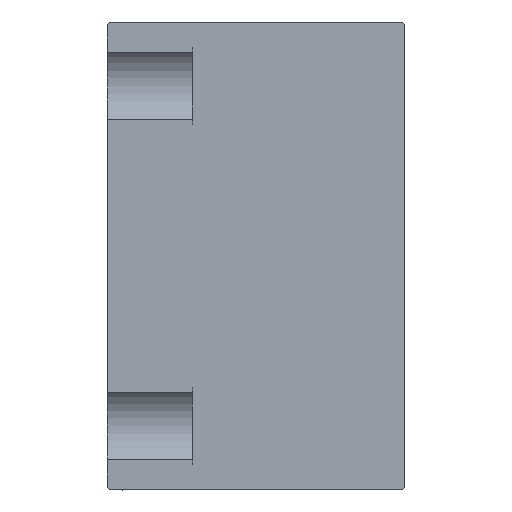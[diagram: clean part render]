
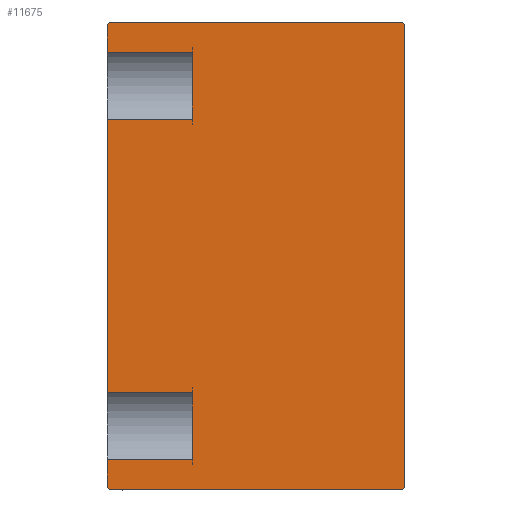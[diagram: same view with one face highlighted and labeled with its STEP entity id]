
A CAD part, left-side view. The second image highlights one B-rep face of the part: STEP entity #11675.
In plain terms, the highlighted face is planar.
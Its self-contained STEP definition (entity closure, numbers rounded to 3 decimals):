
#52 = VECTOR ( 'NONE', #9383, 1000. ) ;
#355 = EDGE_CURVE ( 'NONE', #23892, #42896, #45632, .T. ) ;
#754 = ORIENTED_EDGE ( 'NONE', *, *, #12657, .T. ) ;
#1381 = DIRECTION ( 'NONE',  ( 0., -0.707, -0.707 ) ) ;
#2035 = LINE ( 'NONE', #16143, #38801 ) ;
#2614 = DIRECTION ( 'NONE',  ( 0., 0., -1. ) ) ;
#2643 = EDGE_CURVE ( 'NONE', #37167, #44944, #8868, .T. ) ;
#2813 = VERTEX_POINT ( 'NONE', #28973 ) ;
#2897 = ORIENTED_EDGE ( 'NONE', *, *, #30208, .T. ) ;
#3014 = VECTOR ( 'NONE', #30184, 1000. ) ;
#3943 = DIRECTION ( 'NONE',  ( 0., 1., 0. ) ) ;
#4035 = EDGE_CURVE ( 'NONE', #32246, #20316, #26514, .T. ) ;
#4375 = DIRECTION ( 'NONE',  ( 0., 0., -1. ) ) ;
#4393 = DIRECTION ( 'NONE',  ( 0., -1., 0. ) ) ;
#4567 = EDGE_CURVE ( 'NONE', #37167, #44455, #35675, .T. ) ;
#5906 = DIRECTION ( 'NONE',  ( 0., -0.707, 0.707 ) ) ;
#6087 = CARTESIAN_POINT ( 'NONE',  ( 56., -17.5, 16.087 ) ) ;
#6627 = VERTEX_POINT ( 'NONE', #6087 ) ;
#6653 = CARTESIAN_POINT ( 'NONE',  ( 56., -17.2, -27.5 ) ) ;
#7166 = CARTESIAN_POINT ( 'NONE',  ( 56., 0., 0. ) ) ;
#7234 = CARTESIAN_POINT ( 'NONE',  ( 56., -17.2, 27.5 ) ) ;
#7401 = CARTESIAN_POINT ( 'NONE',  ( 56., 22.35, -22.35 ) ) ;
#7630 = VECTOR ( 'NONE', #43306, 1000. ) ;
#7664 = CARTESIAN_POINT ( 'NONE',  ( 56., -17.5, -23.913 ) ) ;
#7862 = DIRECTION ( 'NONE',  ( 0., 0.707, 0.707 ) ) ;
#8077 = PLANE ( 'NONE',  #9604 ) ;
#8261 = VECTOR ( 'NONE', #3943, 1000. ) ;
#8339 = DIRECTION ( 'NONE',  ( 0., 0., -1. ) ) ;
#8868 = LINE ( 'NONE', #12577, #3014 ) ;
#9383 = DIRECTION ( 'NONE',  ( 0., 0., -1. ) ) ;
#9603 = LINE ( 'NONE', #10276, #52 ) ;
#9604 = AXIS2_PLACEMENT_3D ( 'NONE', #7166, #28240, #4375 ) ;
#9762 = ORIENTED_EDGE ( 'NONE', *, *, #43813, .T. ) ;
#9832 = DIRECTION ( 'NONE',  ( 0., 0., -1. ) ) ;
#10276 = CARTESIAN_POINT ( 'NONE',  ( 56., -17.5, 27.5 ) ) ;
#10433 = LINE ( 'NONE', #24561, #24092 ) ;
#10579 = VECTOR ( 'NONE', #2614, 1000. ) ;
#10641 = VERTEX_POINT ( 'NONE', #42785 ) ;
#10762 = CARTESIAN_POINT ( 'NONE',  ( 56., -7.5, 16.087 ) ) ;
#11257 = CARTESIAN_POINT ( 'NONE',  ( 56., 17.5, -27.2 ) ) ;
#11675 = ADVANCED_FACE ( 'NONE', ( #35863 ), #8077, .T. ) ;
#11787 = ORIENTED_EDGE ( 'NONE', *, *, #25745, .T. ) ;
#12577 = CARTESIAN_POINT ( 'NONE',  ( 56., -7.5, -23.913 ) ) ;
#12610 = ORIENTED_EDGE ( 'NONE', *, *, #4567, .T. ) ;
#12657 = EDGE_CURVE ( 'NONE', #17659, #32246, #19435, .T. ) ;
#12804 = LINE ( 'NONE', #37570, #10579 ) ;
#13247 = DIRECTION ( 'NONE',  ( 0., -1., 0. ) ) ;
#13389 = CARTESIAN_POINT ( 'NONE',  ( 56., 17.5, -27.5 ) ) ;
#13521 = VECTOR ( 'NONE', #4393, 1000. ) ;
#13868 = ORIENTED_EDGE ( 'NONE', *, *, #355, .F. ) ;
#13913 = CARTESIAN_POINT ( 'NONE',  ( 56., -7.5, -16.087 ) ) ;
#14290 = EDGE_CURVE ( 'NONE', #6627, #42896, #9603, .T. ) ;
#14579 = CARTESIAN_POINT ( 'NONE',  ( 56., -17.5, -16.087 ) ) ;
#15053 = CARTESIAN_POINT ( 'NONE',  ( 56., -22.35, -22.35 ) ) ;
#16143 = CARTESIAN_POINT ( 'NONE',  ( 56., 17.5, 27.5 ) ) ;
#17100 = DIRECTION ( 'NONE',  ( 0., 1., 0. ) ) ;
#17659 = VERTEX_POINT ( 'NONE', #7234 ) ;
#17802 = VECTOR ( 'NONE', #8339, 1000. ) ;
#17972 = VECTOR ( 'NONE', #17100, 1000. ) ;
#18026 = EDGE_CURVE ( 'NONE', #6627, #41537, #35653, .T. ) ;
#18536 = CARTESIAN_POINT ( 'NONE',  ( 56., -17.5, 27.5 ) ) ;
#18814 = ORIENTED_EDGE ( 'NONE', *, *, #14290, .T. ) ;
#19435 = LINE ( 'NONE', #25910, #44359 ) ;
#19674 = VERTEX_POINT ( 'NONE', #29720 ) ;
#19932 = CARTESIAN_POINT ( 'NONE',  ( 56., -17.5, 27.2 ) ) ;
#19980 = ORIENTED_EDGE ( 'NONE', *, *, #31629, .T. ) ;
#20043 = CARTESIAN_POINT ( 'NONE',  ( 56., -17.5, 27.5 ) ) ;
#20316 = VERTEX_POINT ( 'NONE', #27849 ) ;
#22232 = LINE ( 'NONE', #15053, #7630 ) ;
#22516 = ORIENTED_EDGE ( 'NONE', *, *, #23947, .T. ) ;
#22891 = CARTESIAN_POINT ( 'NONE',  ( 56., -7.5, -23.913 ) ) ;
#23012 = VECTOR ( 'NONE', #9832, 1000. ) ;
#23059 = VERTEX_POINT ( 'NONE', #6653 ) ;
#23892 = VERTEX_POINT ( 'NONE', #42823 ) ;
#23947 = EDGE_CURVE ( 'NONE', #2813, #36512, #28476, .T. ) ;
#24092 = VECTOR ( 'NONE', #38672, 1000. ) ;
#24300 = ORIENTED_EDGE ( 'NONE', *, *, #26263, .T. ) ;
#24466 = VERTEX_POINT ( 'NONE', #45001 ) ;
#24561 = CARTESIAN_POINT ( 'NONE',  ( 56., -7.5, 0. ) ) ;
#24719 = LINE ( 'NONE', #13389, #31668 ) ;
#24746 = EDGE_CURVE ( 'NONE', #19674, #20316, #36109, .T. ) ;
#25118 = ORIENTED_EDGE ( 'NONE', *, *, #39514, .T. ) ;
#25495 = ORIENTED_EDGE ( 'NONE', *, *, #2643, .F. ) ;
#25705 = CARTESIAN_POINT ( 'NONE',  ( 56., -7.5, 23.913 ) ) ;
#25745 = EDGE_CURVE ( 'NONE', #23059, #2813, #31231, .T. ) ;
#25910 = CARTESIAN_POINT ( 'NONE',  ( 56., -22.35, 22.35 ) ) ;
#26263 = EDGE_CURVE ( 'NONE', #19674, #41537, #12804, .T. ) ;
#26508 = EDGE_CURVE ( 'NONE', #44455, #23059, #22232, .T. ) ;
#26514 = LINE ( 'NONE', #20043, #23012 ) ;
#26516 = CARTESIAN_POINT ( 'NONE',  ( 56., 22.35, 22.35 ) ) ;
#26969 = VECTOR ( 'NONE', #13247, 1000. ) ;
#27849 = CARTESIAN_POINT ( 'NONE',  ( 56., -17.5, 23.913 ) ) ;
#27915 = ORIENTED_EDGE ( 'NONE', *, *, #18026, .F. ) ;
#28240 = DIRECTION ( 'NONE',  ( 1., 0., 0. ) ) ;
#28476 = LINE ( 'NONE', #7401, #29027 ) ;
#28940 = CARTESIAN_POINT ( 'NONE',  ( 56., -7.5, 16.087 ) ) ;
#28973 = CARTESIAN_POINT ( 'NONE',  ( 56., 17.2, -27.5 ) ) ;
#29027 = VECTOR ( 'NONE', #7862, 1000. ) ;
#29533 = LINE ( 'NONE', #26516, #35155 ) ;
#29720 = CARTESIAN_POINT ( 'NONE',  ( 56., -7.5, 23.913 ) ) ;
#30184 = DIRECTION ( 'NONE',  ( 0., 1., 0. ) ) ;
#30208 = EDGE_CURVE ( 'NONE', #10641, #17659, #2035, .T. ) ;
#30503 = DIRECTION ( 'NONE',  ( 0., -1., 0. ) ) ;
#30949 = ORIENTED_EDGE ( 'NONE', *, *, #4035, .T. ) ;
#30991 = DIRECTION ( 'NONE',  ( 0., 0., 1. ) ) ;
#31231 = LINE ( 'NONE', #38621, #17972 ) ;
#31629 = EDGE_CURVE ( 'NONE', #24466, #10641, #29533, .T. ) ;
#31668 = VECTOR ( 'NONE', #30991, 1000. ) ;
#32246 = VERTEX_POINT ( 'NONE', #19932 ) ;
#35155 = VECTOR ( 'NONE', #5906, 1000. ) ;
#35653 = LINE ( 'NONE', #28940, #8261 ) ;
#35675 = LINE ( 'NONE', #18536, #17802 ) ;
#35863 = FACE_OUTER_BOUND ( 'NONE', #36120, .T. ) ;
#36109 = LINE ( 'NONE', #25705, #13521 ) ;
#36120 = EDGE_LOOP ( 'NONE', ( #11787, #22516, #25118, #19980, #2897, #754, #30949, #43864, #24300, #27915, #18814, #13868, #9762, #25495, #12610, #41209 ) ) ;
#36512 = VERTEX_POINT ( 'NONE', #11257 ) ;
#37167 = VERTEX_POINT ( 'NONE', #7664 ) ;
#37570 = CARTESIAN_POINT ( 'NONE',  ( 56., -7.5, 0. ) ) ;
#38621 = CARTESIAN_POINT ( 'NONE',  ( 56., -17.5, -27.5 ) ) ;
#38672 = DIRECTION ( 'NONE',  ( 0., 0., -1. ) ) ;
#38801 = VECTOR ( 'NONE', #30503, 1000. ) ;
#39514 = EDGE_CURVE ( 'NONE', #36512, #24466, #24719, .T. ) ;
#41209 = ORIENTED_EDGE ( 'NONE', *, *, #26508, .T. ) ;
#41537 = VERTEX_POINT ( 'NONE', #10762 ) ;
#42785 = CARTESIAN_POINT ( 'NONE',  ( 56., 17.2, 27.5 ) ) ;
#42823 = CARTESIAN_POINT ( 'NONE',  ( 56., -7.5, -16.087 ) ) ;
#42896 = VERTEX_POINT ( 'NONE', #14579 ) ;
#43306 = DIRECTION ( 'NONE',  ( 0., 0.707, -0.707 ) ) ;
#43813 = EDGE_CURVE ( 'NONE', #23892, #44944, #10433, .T. ) ;
#43864 = ORIENTED_EDGE ( 'NONE', *, *, #24746, .F. ) ;
#44359 = VECTOR ( 'NONE', #1381, 1000. ) ;
#44455 = VERTEX_POINT ( 'NONE', #44987 ) ;
#44944 = VERTEX_POINT ( 'NONE', #22891 ) ;
#44987 = CARTESIAN_POINT ( 'NONE',  ( 56., -17.5, -27.2 ) ) ;
#45001 = CARTESIAN_POINT ( 'NONE',  ( 56., 17.5, 27.2 ) ) ;
#45632 = LINE ( 'NONE', #13913, #26969 ) ;
